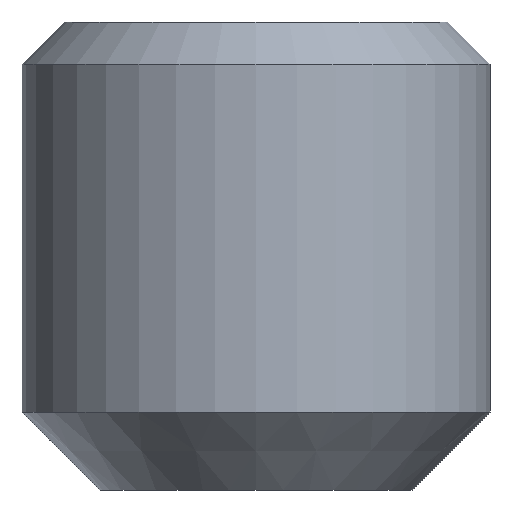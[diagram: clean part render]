
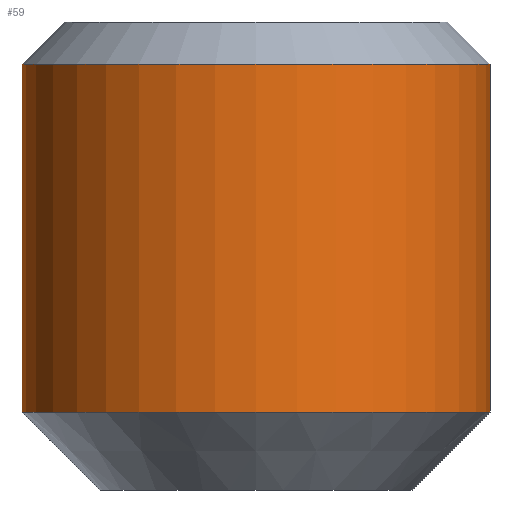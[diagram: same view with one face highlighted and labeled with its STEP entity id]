
A CAD part, left-side view. The second image highlights one B-rep face of the part: STEP entity #59.
In plain terms, the highlighted cylindrical face has radius 1.5 mm (diameter 3 mm), a partial arc.
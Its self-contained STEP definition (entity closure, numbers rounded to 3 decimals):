
#59=ADVANCED_FACE('',(#90),#91,.T.);
#90=FACE_OUTER_BOUND('',#123,.T.);
#91=CYLINDRICAL_SURFACE('',#124,1.5);
#123=EDGE_LOOP('',(#230,#231,#232,#233));
#124=AXIS2_PLACEMENT_3D('',#234,#235,#236);
#230=ORIENTED_EDGE('',*,*,#253,.T.);
#231=ORIENTED_EDGE('',*,*,#283,.F.);
#232=ORIENTED_EDGE('',*,*,#255,.T.);
#233=ORIENTED_EDGE('',*,*,#282,.T.);
#234=CARTESIAN_POINT('',(0.,0.0,-1.385));
#235=DIRECTION('',(0.,0.0,-1.0));
#236=DIRECTION('',(0.0,1.0,0.0));
#253=EDGE_CURVE('',#293,#285,#294,.T.);
#255=EDGE_CURVE('',#288,#295,#297,.T.);
#282=EDGE_CURVE('',#295,#293,#341,.T.);
#283=EDGE_CURVE('',#288,#285,#342,.T.);
#285=VERTEX_POINT('',#344);
#288=VERTEX_POINT('',#348);
#293=VERTEX_POINT('',#354);
#294=LINE('',#355,#356);
#295=VERTEX_POINT('',#357);
#297=LINE('',#359,#360);
#341=CIRCLE('',#492,1.5);
#342=CIRCLE('',#493,1.5);
#344=CARTESIAN_POINT('',(0.,1.5,-2.5));
#348=CARTESIAN_POINT('',(0.,-1.5,-2.5));
#354=CARTESIAN_POINT('',(0.,1.5,-0.271));
#355=CARTESIAN_POINT('',(0.,1.5,-1.385));
#356=VECTOR('',#503,1.0);
#357=CARTESIAN_POINT('',(0.,-1.5,-0.271));
#359=CARTESIAN_POINT('',(0.,-1.5,-1.385));
#360=VECTOR('',#507,1.0);
#492=AXIS2_PLACEMENT_3D('',#530,#531,#532);
#493=AXIS2_PLACEMENT_3D('',#533,#534,#535);
#503=DIRECTION('',(0.,0.0,-1.0));
#507=DIRECTION('',(0.,-0.0,1.0));
#530=CARTESIAN_POINT('',(0.,0.0,-0.271));
#531=DIRECTION('',(0.,0.0,-1.0));
#532=DIRECTION('',(0.0,1.0,0.0));
#533=CARTESIAN_POINT('',(0.,0.0,-2.5));
#534=DIRECTION('',(0.,0.0,-1.0));
#535=DIRECTION('',(0.0,1.0,0.0));
